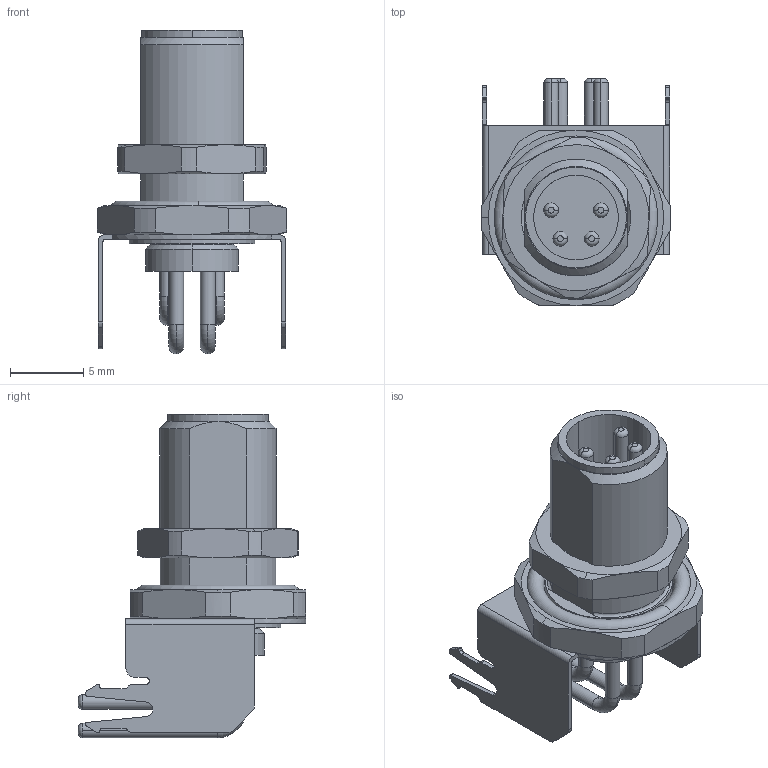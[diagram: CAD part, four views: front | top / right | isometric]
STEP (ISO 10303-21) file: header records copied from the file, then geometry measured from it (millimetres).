
FILE_DESCRIPTION (( 'STEP AP214' ), '1' );
FILE_NAME ('MB08MBSAFF04RA.STEP', '2013-12-13T08:11:00', ( '' ), ( '' ), 'SwSTEP 2.0', 'SolidWorks 2012', '' );
FILE_SCHEMA (( 'AUTOMOTIVE_DESIGN' ));
Length unit declared in the file: millimetre
Products named in the file (1): MB08MBSAFF04RA
Bounding box: 13 x 15.55 x 22.15 mm (x, y, z)
Volume: 951.4 mm3; surface area: 1625.7 mm2
Topology: 2 solids, 2 shells, 255 faces, 641 edges, 407 vertices
Faces by surface type: cylinder 102, plane 83, cone 36, torus 34
Entity records: 10659 total; most frequent: CARTESIAN_POINT 1528, DIRECTION 1409, ORIENTED_EDGE 1282, EDGE_CURVE 641, AXIS2_PLACEMENT_3D 572, VERTEX_POINT 407, CIRCLE 316, EDGE_LOOP 274
